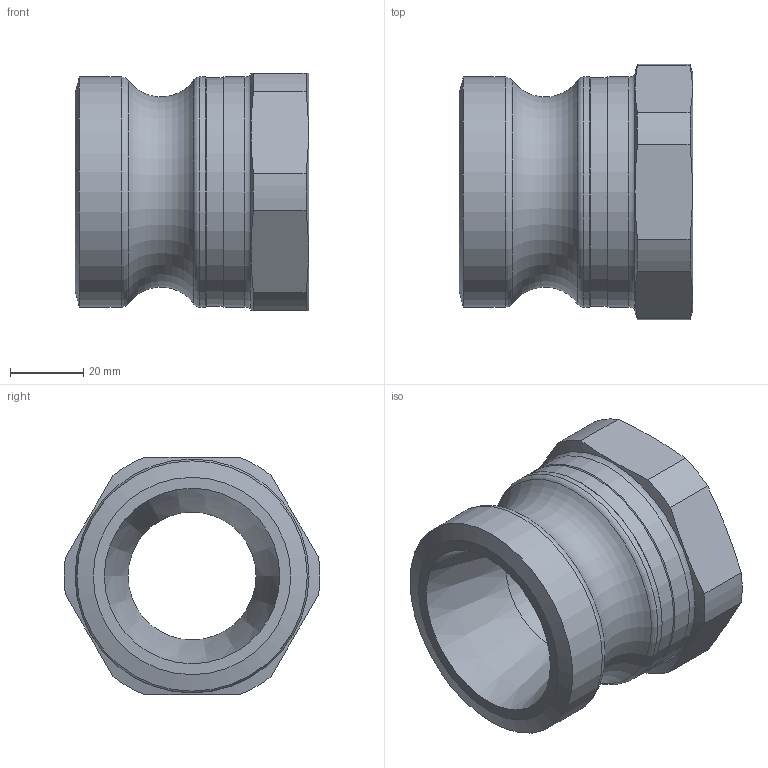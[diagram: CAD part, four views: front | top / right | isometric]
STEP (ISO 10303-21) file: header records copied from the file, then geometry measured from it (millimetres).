
FILE_DESCRIPTION(/* description */ ('INNENGEWINDESTECKER G 1.1/4"'),/* implementation_level */ '2;1');
FILE_NAME(/* name */ 'vig_54_50_n.stp',/* time_stamp */ '2020-04-20T10:17:26+02:00',/* author */ ('ertl'),/* organization */ (''),/* preprocessor_version */ 'ST-DEVELOPER v17',/* originating_system */ 'Autodesk Inventor 2018',/* authorisation */ '114466,49 mm^3');
FILE_SCHEMA (('AUTOMOTIVE_DESIGN { 1 0 10303 214 3 1 1 }'));
Length unit declared in the file: millimetre
Products named in the file (1): ENG-009929
Bounding box: 64 x 69.96 x 65 mm (x, y, z)
Volume: 114249.5 mm3; surface area: 25260.6 mm2
Topology: 1 solids, 1 shells, 37 faces, 109 edges, 75 vertices
Faces by surface type: cylinder 13, cone 9, plane 9, torus 6
Full cylindrical faces by diameter (mm): 35 x1, 39 x1, 43 x1, 62.5 x1, 63 x3
Entity records: 1363 total; most frequent: CARTESIAN_POINT 246, DIRECTION 242, ORIENTED_EDGE 218, EDGE_CURVE 109, AXIS2_PLACEMENT_3D 107, VERTEX_POINT 75, CIRCLE 69, EDGE_LOOP 40
